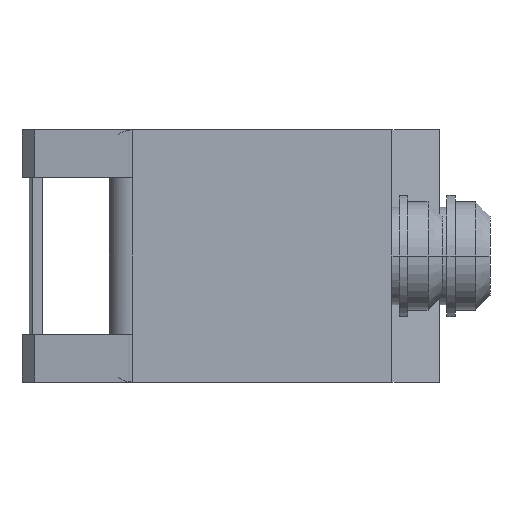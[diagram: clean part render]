
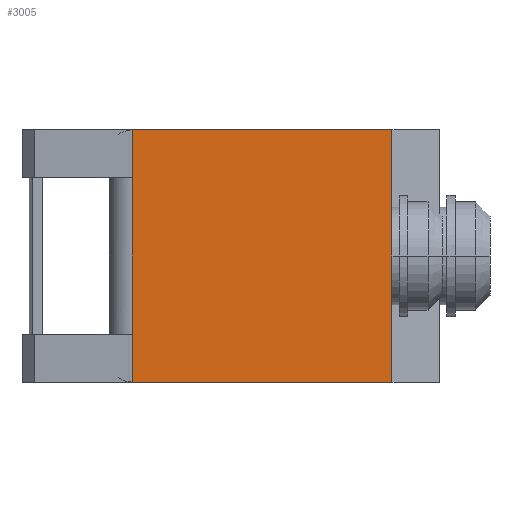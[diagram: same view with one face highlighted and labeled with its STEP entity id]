
A CAD part, left-side view. The second image highlights one B-rep face of the part: STEP entity #3005.
In plain terms, the highlighted planar face has unit normal (-1, 0, 0).
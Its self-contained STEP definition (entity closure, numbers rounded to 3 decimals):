
#2722=CARTESIAN_POINT('',(0.0,18.029,0.0));
#2723=VERTEX_POINT('',#2722);
#2796=CARTESIAN_POINT('',(0.0,18.029,17.5));
#2797=VERTEX_POINT('',#2796);
#2798=CARTESIAN_POINT('',(0.0,18.029,0.0));
#2799=DIRECTION('',(0.0,0.0,1.0));
#2800=VECTOR('',#2799,17.5);
#2801=LINE('',#2798,#2800);
#2802=EDGE_CURVE('',#2723,#2797,#2801,.T.);
#2894=CARTESIAN_POINT('',(0.0,0.0,17.5));
#2895=VERTEX_POINT('',#2894);
#2896=CARTESIAN_POINT('',(0.0,0.0,17.5));
#2897=DIRECTION('',(0.0,1.0,0.0));
#2898=VECTOR('',#2897,18.029);
#2899=LINE('',#2896,#2898);
#2900=EDGE_CURVE('',#2895,#2797,#2899,.T.);
#2982=CARTESIAN_POINT('',(0.0,0.0,0.0));
#2983=DIRECTION('',(-1.0,0.0,0.0));
#2984=DIRECTION('',(0.0,0.0,1.0));
#2985=AXIS2_PLACEMENT_3D('',#2982,#2983,#2984);
#2986=PLANE('',#2985);
#2987=ORIENTED_EDGE('',*,*,#2802,.F.);
#2988=CARTESIAN_POINT('',(0.0,0.0,0.0));
#2989=VERTEX_POINT('',#2988);
#2990=CARTESIAN_POINT('',(0.0,18.029,0.0));
#2991=DIRECTION('',(0.0,-1.0,0.0));
#2992=VECTOR('',#2991,18.029);
#2993=LINE('',#2990,#2992);
#2994=EDGE_CURVE('',#2723,#2989,#2993,.T.);
#2995=ORIENTED_EDGE('',*,*,#2994,.T.);
#2996=CARTESIAN_POINT('',(0.0,0.0,0.0));
#2997=DIRECTION('',(0.0,0.0,1.0));
#2998=VECTOR('',#2997,17.5);
#2999=LINE('',#2996,#2998);
#3000=EDGE_CURVE('',#2989,#2895,#2999,.T.);
#3001=ORIENTED_EDGE('',*,*,#3000,.T.);
#3002=ORIENTED_EDGE('',*,*,#2900,.T.);
#3003=EDGE_LOOP('',(#2987,#2995,#3001,#3002));
#3004=FACE_OUTER_BOUND('',#3003,.T.);
#3005=ADVANCED_FACE('',(#3004),#2986,.T.);
